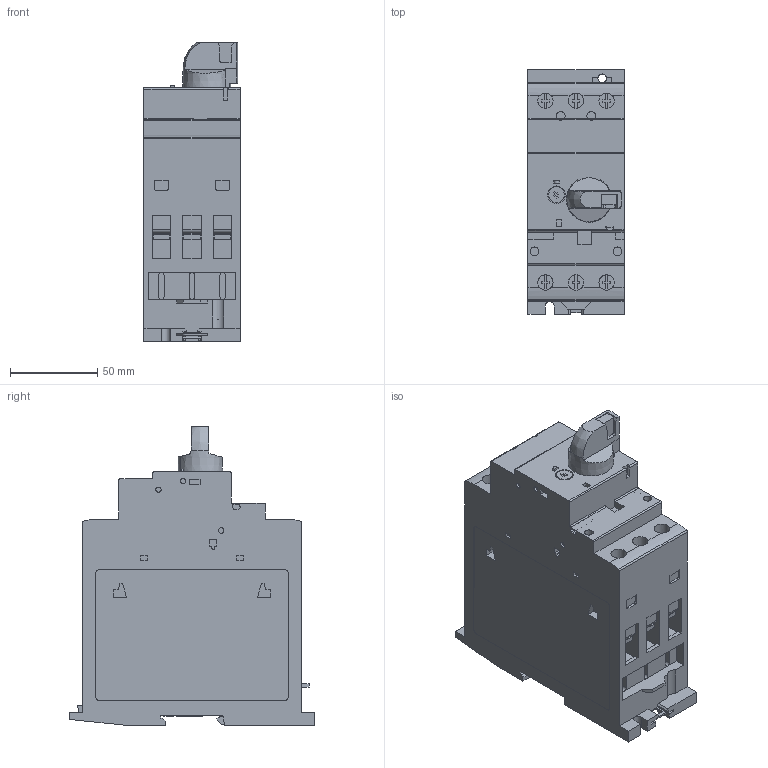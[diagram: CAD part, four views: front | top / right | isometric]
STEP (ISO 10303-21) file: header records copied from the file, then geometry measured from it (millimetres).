
FILE_DESCRIPTION( ( 'STEP AP214' ), '1' );
FILE_NAME( 'pkmz4_ak.stp', '2020-07-15T08:56:21', ( 'License CC BY-ND 4.0' ), ( 'CADENAS' ), ' ', 'PARTsolutions', ' ' );
FILE_SCHEMA( ( 'AUTOMOTIVE_DESIGN { 1 0 10303 214 1 1 1 1 }' ) );
Length unit declared in the file: millimetre
Products named in the file (1): _158252
Bounding box: 55.4 x 140 x 171 mm (x, y, z)
Volume: 837483.9 mm3; surface area: 99814 mm2
Topology: 1 solids, 1 shells, 944 faces, 2640 edges, 1750 vertices
Faces by surface type: plane 784, cylinder 157, cone 2, bspline 1
Full cylindrical faces by diameter (mm): 1 x1, 3 x3, 3.2 x1, 3.5 x1, 5 x4, 5.2 x1, 8.8 x6, 9 x1, 10 x3
Entity records: 37611 total; most frequent: CARTESIAN_POINT 5517, ORIENTED_EDGE 5222, DIRECTION 4836, EDGE_CURVE 2611, LINE 2234, VECTOR 2234, VERTEX_POINT 1742, AXIS2_PLACEMENT_3D 1301
